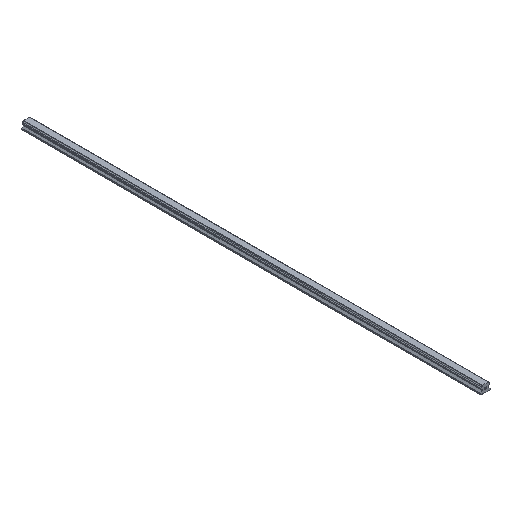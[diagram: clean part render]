
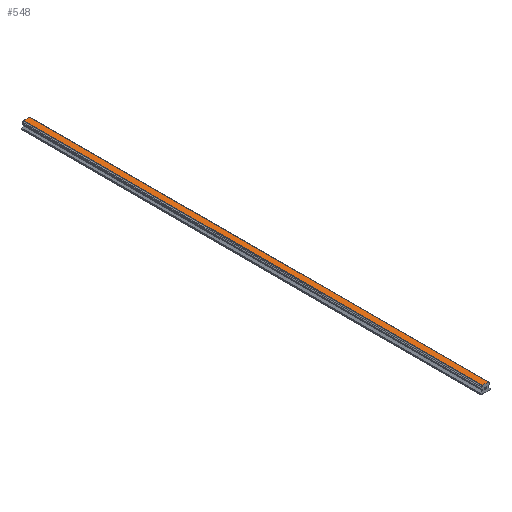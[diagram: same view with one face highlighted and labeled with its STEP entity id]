
A CAD part, isometric view. The second image highlights one B-rep face of the part: STEP entity #548.
In plain terms, the highlighted planar face has unit normal (0, 0, 1).
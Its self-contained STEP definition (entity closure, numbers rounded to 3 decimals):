
#548=ADVANCED_FACE('',(#1131),#1132,.T.);
#1131=FACE_OUTER_BOUND('',#1720,.T.);
#1132=PLANE('',#1721);
#1720=EDGE_LOOP('',(#3280,#3281,#3282,#3283));
#1721=AXIS2_PLACEMENT_3D('',#3284,#3285,#3286);
#3280=ORIENTED_EDGE('',*,*,#3874,.T.);
#3281=ORIENTED_EDGE('',*,*,#4012,.F.);
#3282=ORIENTED_EDGE('',*,*,#3755,.T.);
#3283=ORIENTED_EDGE('',*,*,#4010,.T.);
#3284=CARTESIAN_POINT('',(7.2,2265.0,38.));
#3285=DIRECTION('',(0.0,0.0,1.0));
#3286=DIRECTION('',(-1.0,0.0,0.0));
#3755=EDGE_CURVE('',#4593,#4591,#4594,.T.);
#3874=EDGE_CURVE('',#4786,#4784,#4787,.T.);
#4010=EDGE_CURVE('',#4591,#4786,#4937,.T.);
#4012=EDGE_CURVE('',#4593,#4784,#4939,.T.);
#4591=VERTEX_POINT('',#5733);
#4593=VERTEX_POINT('',#5736);
#4594=LINE('',#5737,#5738);
#4784=VERTEX_POINT('',#6017);
#4786=VERTEX_POINT('',#6020);
#4787=LINE('',#6021,#6022);
#4937=LINE('',#6201,#6202);
#4939=LINE('',#6204,#6205);
#5733=CARTESIAN_POINT('',(-14.4,2265.0,38.));
#5736=CARTESIAN_POINT('',(14.4,2265.0,38.));
#5737=CARTESIAN_POINT('',(14.4,2265.0,38.));
#5738=VECTOR('',#6604,1.0);
#6017=CARTESIAN_POINT('',(14.4,0.0,38.));
#6020=CARTESIAN_POINT('',(-14.4,0.0,38.));
#6021=CARTESIAN_POINT('',(0.0,0.0,38.));
#6022=VECTOR('',#6707,1.0);
#6201=CARTESIAN_POINT('',(-14.4,2265.0,38.));
#6202=VECTOR('',#6875,1.0);
#6204=CARTESIAN_POINT('',(14.4,2265.0,38.));
#6205=VECTOR('',#6876,1.0);
#6604=DIRECTION('',(-1.0,0.0,0.0));
#6707=DIRECTION('',(1.0,0.0,0.0));
#6875=DIRECTION('',(0.0,-1.0,0.0));
#6876=DIRECTION('',(0.0,-1.0,0.0));
